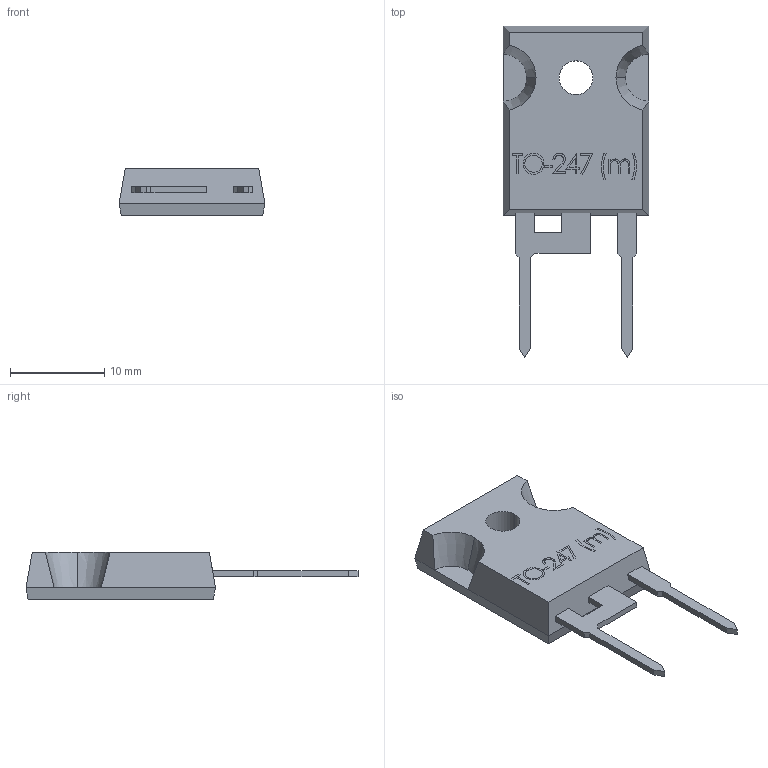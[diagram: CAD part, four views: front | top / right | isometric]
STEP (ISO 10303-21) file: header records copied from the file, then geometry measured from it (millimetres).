
FILE_DESCRIPTION (( 'STEP AP214' ), '1' );
FILE_NAME ('TO-247, modified.STEP', '2023-05-23T10:08:45', ( '' ), ( '' ), 'SwSTEP 2.0', 'SolidWorks 2021', '' );
FILE_SCHEMA (( 'AUTOMOTIVE_DESIGN' ));
Length unit declared in the file: millimetre
Products named in the file (1): TO-247, modified
Bounding box: 15.5 x 35.3 x 5 mm (x, y, z)
Volume: 1364.7 mm3; surface area: 1133.1 mm2
Topology: 1 solids, 1 shells, 145 faces, 382 edges, 252 vertices
Faces by surface type: plane 106, bspline 31, cylinder 4, cone 4
Entity records: 7488 total; most frequent: CARTESIAN_POINT 2831, ORIENTED_EDGE 764, DIRECTION 562, EDGE_CURVE 382, VECTOR 300, LINE 300, VERTEX_POINT 252, EDGE_LOOP 162
